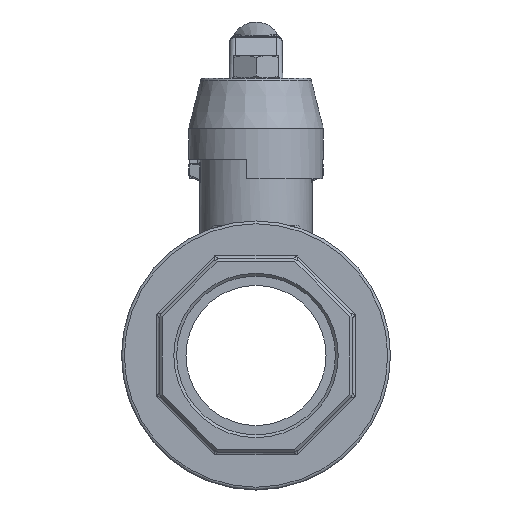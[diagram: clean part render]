
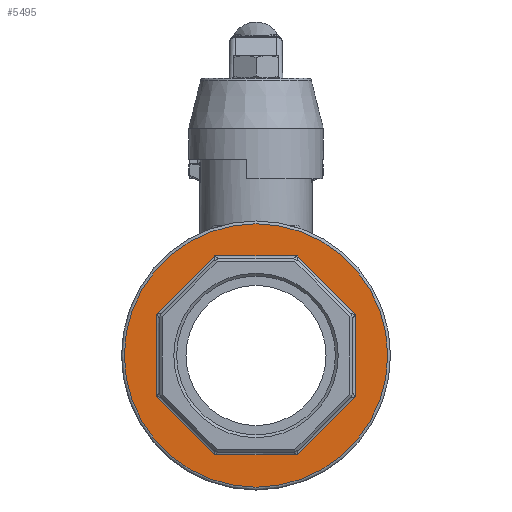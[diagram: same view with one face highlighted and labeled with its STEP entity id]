
A CAD part, front view. The second image highlights one B-rep face of the part: STEP entity #5495.
In plain terms, the highlighted planar face has unit normal (0, -1, 0).
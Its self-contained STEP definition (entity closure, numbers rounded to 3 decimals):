
#304=CIRCLE('',#7596,47.);
#891=LINE('',#11083,#1236);
#892=LINE('',#11086,#1237);
#893=LINE('',#11088,#1238);
#894=LINE('',#11090,#1239);
#895=LINE('',#11092,#1240);
#896=LINE('',#11094,#1241);
#897=LINE('',#11096,#1242);
#898=LINE('',#11098,#1243);
#1236=VECTOR('',#8512,1000.);
#1237=VECTOR('',#8513,1000.);
#1238=VECTOR('',#8514,1000.);
#1239=VECTOR('',#8515,1000.);
#1240=VECTOR('',#8516,1000.);
#1241=VECTOR('',#8517,1000.);
#1242=VECTOR('',#8518,1000.);
#1243=VECTOR('',#8519,1000.);
#2039=ORIENTED_EDGE('',*,*,#3487,.T.);
#2040=ORIENTED_EDGE('',*,*,#3488,.T.);
#2041=ORIENTED_EDGE('',*,*,#3489,.T.);
#2042=ORIENTED_EDGE('',*,*,#3490,.T.);
#2043=ORIENTED_EDGE('',*,*,#3491,.T.);
#2044=ORIENTED_EDGE('',*,*,#3492,.T.);
#2045=ORIENTED_EDGE('',*,*,#3493,.T.);
#2046=ORIENTED_EDGE('',*,*,#3494,.T.);
#2047=ORIENTED_EDGE('',*,*,#3495,.T.);
#3487=EDGE_CURVE('',#4231,#4231,#304,.F.);
#3488=EDGE_CURVE('',#4232,#4233,#891,.T.);
#3489=EDGE_CURVE('',#4233,#4234,#892,.T.);
#3490=EDGE_CURVE('',#4234,#4235,#893,.T.);
#3491=EDGE_CURVE('',#4235,#4236,#894,.T.);
#3492=EDGE_CURVE('',#4236,#4237,#895,.T.);
#3493=EDGE_CURVE('',#4237,#4238,#896,.T.);
#3494=EDGE_CURVE('',#4238,#4239,#897,.T.);
#3495=EDGE_CURVE('',#4239,#4232,#898,.T.);
#4231=VERTEX_POINT('',#11082);
#4232=VERTEX_POINT('',#11084);
#4233=VERTEX_POINT('',#11085);
#4234=VERTEX_POINT('',#11087);
#4235=VERTEX_POINT('',#11089);
#4236=VERTEX_POINT('',#11091);
#4237=VERTEX_POINT('',#11093);
#4238=VERTEX_POINT('',#11095);
#4239=VERTEX_POINT('',#11097);
#4611=EDGE_LOOP('',(#2039));
#4612=EDGE_LOOP('',(#2040,#2041,#2042,#2043,#2044,#2045,#2046,#2047));
#4999=FACE_BOUND('',#4611,.T.);
#5000=FACE_BOUND('',#4612,.T.);
#5289=PLANE('',#7595);
#5495=ADVANCED_FACE('',(#4999,#5000),#5289,.F.);
#7595=AXIS2_PLACEMENT_3D('',#11080,#8508,#8509);
#7596=AXIS2_PLACEMENT_3D('',#11081,#8510,#8511);
#8508=DIRECTION('',(0.,1.,0.));
#8509=DIRECTION('',(0.,0.,1.));
#8510=DIRECTION('',(0.,1.,0.));
#8511=DIRECTION('',(0.,0.,1.));
#8512=DIRECTION('',(-0.707,0.,-0.707));
#8513=DIRECTION('',(-1.,0.,0.));
#8514=DIRECTION('',(-0.707,0.,0.707));
#8515=DIRECTION('',(0.,0.,1.));
#8516=DIRECTION('',(0.707,0.,0.707));
#8517=DIRECTION('',(1.,0.,0.));
#8518=DIRECTION('',(0.707,0.,-0.707));
#8519=DIRECTION('',(0.,0.,-1.));
#11080=CARTESIAN_POINT('',(0.,26.,0.));
#11081=CARTESIAN_POINT('',(0.,26.,0.));
#11082=CARTESIAN_POINT('',(0.,26.,47.));
#11083=CARTESIAN_POINT('',(14.997,26.,-35.207));
#11084=CARTESIAN_POINT('',(35.5,26.,-14.705));
#11085=CARTESIAN_POINT('',(14.705,26.,-35.5));
#11086=CARTESIAN_POINT('',(-14.29,26.,-35.5));
#11087=CARTESIAN_POINT('',(-14.705,26.,-35.5));
#11088=CARTESIAN_POINT('',(-35.207,26.,-14.997));
#11089=CARTESIAN_POINT('',(-35.5,26.,-14.705));
#11090=CARTESIAN_POINT('',(-35.5,26.,14.29));
#11091=CARTESIAN_POINT('',(-35.5,26.,14.705));
#11092=CARTESIAN_POINT('',(-14.997,26.,35.207));
#11093=CARTESIAN_POINT('',(-14.705,26.,35.5));
#11094=CARTESIAN_POINT('',(14.29,26.,35.5));
#11095=CARTESIAN_POINT('',(14.705,26.,35.5));
#11096=CARTESIAN_POINT('',(35.207,26.,14.997));
#11097=CARTESIAN_POINT('',(35.5,26.,14.705));
#11098=CARTESIAN_POINT('',(35.5,26.,-14.29));
